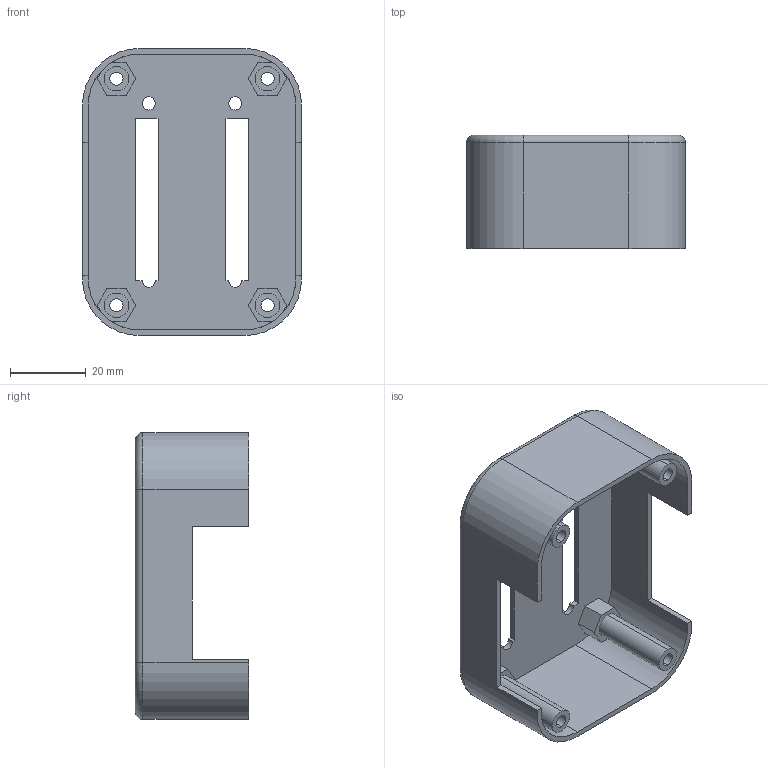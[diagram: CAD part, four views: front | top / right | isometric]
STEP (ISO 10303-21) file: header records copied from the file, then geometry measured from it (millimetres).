
FILE_DESCRIPTION (( 'STEP AP214' ), '1' );
FILE_NAME ('忒梟裔赽.', '2025-12-07T13:22:44', ( '' ), ( '' ), 'SwSTEP 2.0', 'SolidWorks 2024', '' );
FILE_SCHEMA (( 'AUTOMOTIVE_DESIGN' ));
Length unit declared in the file: millimetre
Products named in the file (1): 手柄盖子
Bounding box: 58 x 30 x 76 mm (x, y, z)
Volume: 16825.5 mm3; surface area: 23222.5 mm2
Topology: 1 solids, 1 shells, 126 faces, 340 edges, 224 vertices
Faces by surface type: plane 88, cylinder 34, torus 4
Entity records: 3995 total; most frequent: CARTESIAN_POINT 691, ORIENTED_EDGE 680, DIRECTION 674, EDGE_CURVE 340, LINE 260, VECTOR 260, VERTEX_POINT 224, AXIS2_PLACEMENT_3D 207
